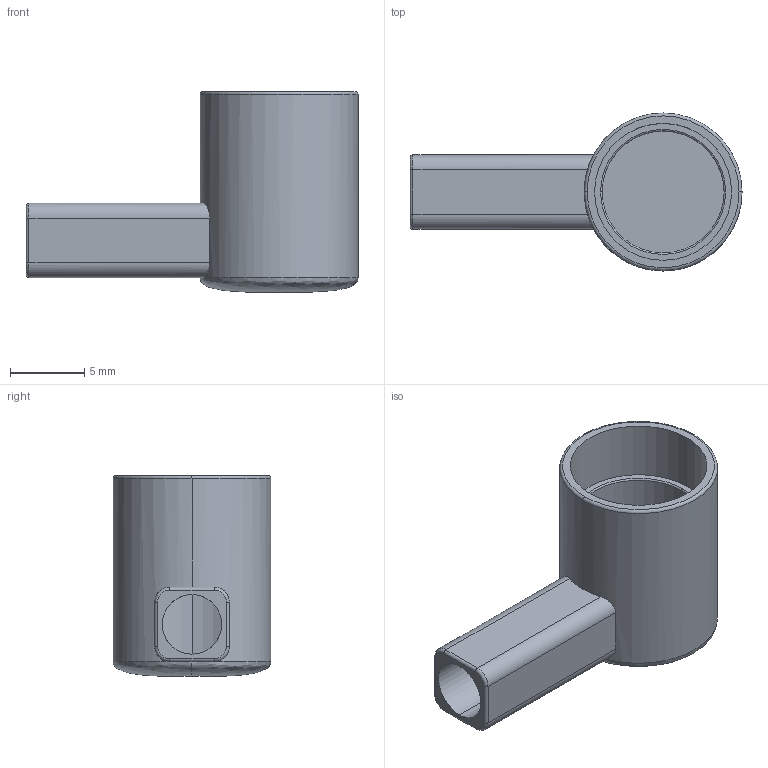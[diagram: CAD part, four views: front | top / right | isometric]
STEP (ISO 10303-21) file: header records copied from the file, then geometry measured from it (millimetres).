
FILE_DESCRIPTION (( 'STEP AP214' ), '1' );
FILE_NAME ('充电线_磁吸头_外壳.STEP', '2022-05-18T11:05:34', ( '' ), ( '' ), 'SwSTEP 2.0', 'SolidWorks 2016', '' );
FILE_SCHEMA (( 'AUTOMOTIVE_DESIGN' ));
Length unit declared in the file: millimetre
Products named in the file (1): 充电线_磁吸头_外壳
Bounding box: 22.3 x 10.6 x 13.5 mm (x, y, z)
Volume: 581.5 mm3; surface area: 1294.3 mm2
Topology: 1 solids, 1 shells, 35 faces, 79 edges, 47 vertices
Faces by surface type: cylinder 16, plane 9, torus 8, bspline 2
Entity records: 1445 total; most frequent: CARTESIAN_POINT 628, DIRECTION 171, ORIENTED_EDGE 158, EDGE_CURVE 79, AXIS2_PLACEMENT_3D 72, VERTEX_POINT 47, CIRCLE 38, EDGE_LOOP 38
